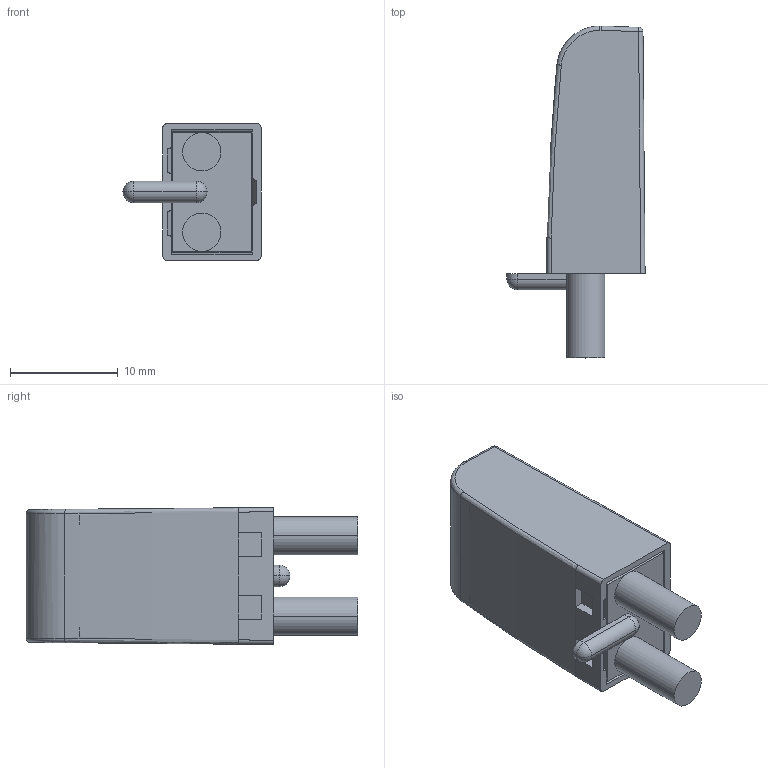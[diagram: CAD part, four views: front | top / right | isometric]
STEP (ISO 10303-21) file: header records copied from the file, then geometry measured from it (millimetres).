
FILE_DESCRIPTION (( 'STEP AP214' ), '1' );
FILE_NAME ('Modu³ bez LED.STEP', '2016-05-04T11:27:33', ( '' ), ( '' ), 'SwSTEP 2.0', 'SolidWorks 2016', '' );
FILE_SCHEMA (( 'AUTOMOTIVE_DESIGN' ));
Length unit declared in the file: millimetre
Products named in the file (1): Modu³ bez LED
Bounding box: 12.8 x 30.74 x 12.7 mm (x, y, z)
Volume: 1296.6 mm3; surface area: 2414.5 mm2
Topology: 1 solids, 1 shells, 94 faces, 279 edges, 177 vertices
Faces by surface type: plane 56, cylinder 25, bspline 7, sphere 6
Entity records: 3278 total; most frequent: CARTESIAN_POINT 833, ORIENTED_EDGE 550, DIRECTION 449, EDGE_CURVE 275, LINE 195, VECTOR 195, VERTEX_POINT 177, AXIS2_PLACEMENT_3D 127
